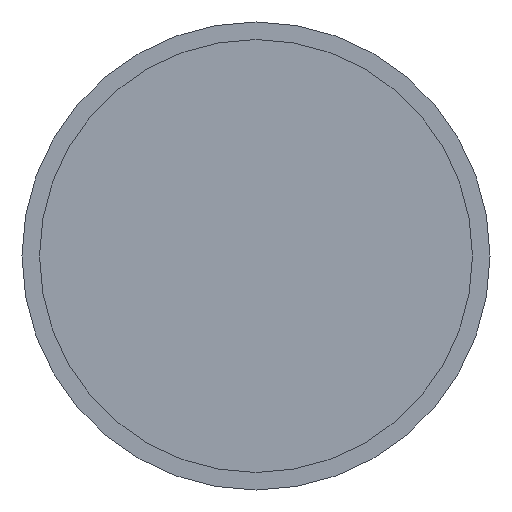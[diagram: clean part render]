
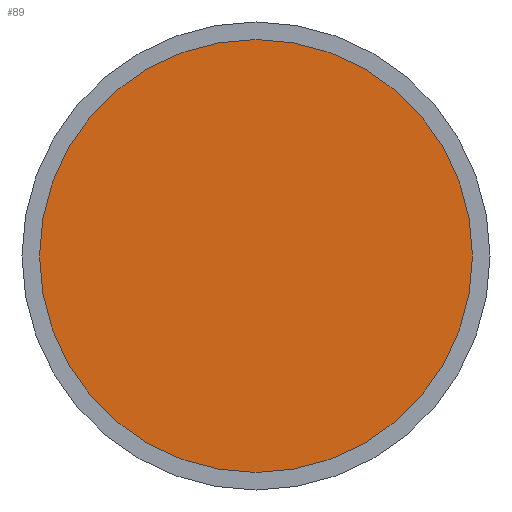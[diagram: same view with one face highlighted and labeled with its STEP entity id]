
A CAD part, front view. The second image highlights one B-rep face of the part: STEP entity #89.
In plain terms, the highlighted planar face has unit normal (0, -1, 0).
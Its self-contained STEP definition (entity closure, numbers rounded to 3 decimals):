
#89 = ADVANCED_FACE( '', ( #185 ), #186, .F. );
#185 = FACE_OUTER_BOUND( '', #308, .T. );
#186 = PLANE( '', #309 );
#308 = EDGE_LOOP( '', ( #460 ) );
#309 = AXIS2_PLACEMENT_3D( '', #461, #462, #463 );
#460 = ORIENTED_EDGE( '', *, *, #514, .T. );
#461 = CARTESIAN_POINT( '', ( 46.25, 3., 0. ) );
#462 = DIRECTION( '', ( 0., 1., 0. ) );
#463 = DIRECTION( '', ( 0., 0., 1. ) );
#514 = EDGE_CURVE( '', #592, #592, #593, .T. );
#592 = VERTEX_POINT( '', #685 );
#593 = CIRCLE( '', #686, 46.25 );
#685 = CARTESIAN_POINT( '', ( 0., 3., -46.25 ) );
#686 = AXIS2_PLACEMENT_3D( '', #766, #767, #768 );
#766 = CARTESIAN_POINT( '', ( 0., 3., 0. ) );
#767 = DIRECTION( '', ( 0., -1., 0. ) );
#768 = DIRECTION( '', ( 0., 0., -1. ) );
